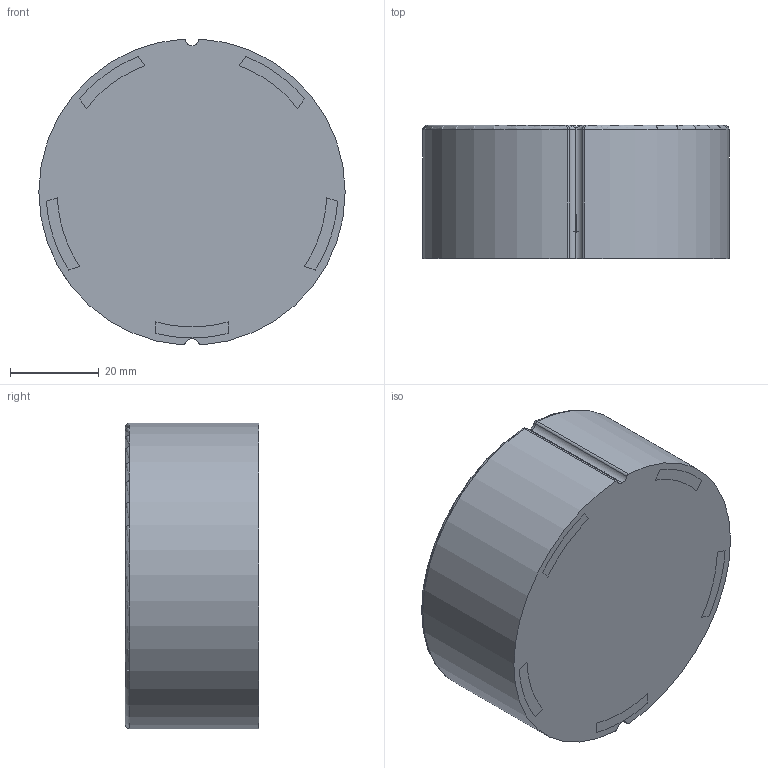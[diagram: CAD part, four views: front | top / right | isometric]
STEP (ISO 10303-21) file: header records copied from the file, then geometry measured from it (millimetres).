
FILE_DESCRIPTION (( 'STEP AP214' ), '1' );
FILE_NAME ('Sole SB700.STEP', '2024-12-18T04:55:10', ( '' ), ( '' ), 'SwSTEP 2.0', 'SolidWorks 2025', '' );
FILE_SCHEMA (( 'AUTOMOTIVE_DESIGN' ));
Length unit declared in the file: millimetre
Products named in the file (1): Sole SB700
Bounding box: 69 x 30 x 68.87 mm (x, y, z)
Volume: 20793.4 mm3; surface area: 25548.2 mm2
Topology: 6 solids, 6 shells, 73 faces, 170 edges, 107 vertices
Faces by surface type: cylinder 33, plane 24, torus 7, cone 5, bspline 2, sphere 2
Entity records: 2295 total; most frequent: CARTESIAN_POINT 531, DIRECTION 381, ORIENTED_EDGE 336, EDGE_CURVE 168, AXIS2_PLACEMENT_3D 159, VERTEX_POINT 107, CIRCLE 87, EDGE_LOOP 73
